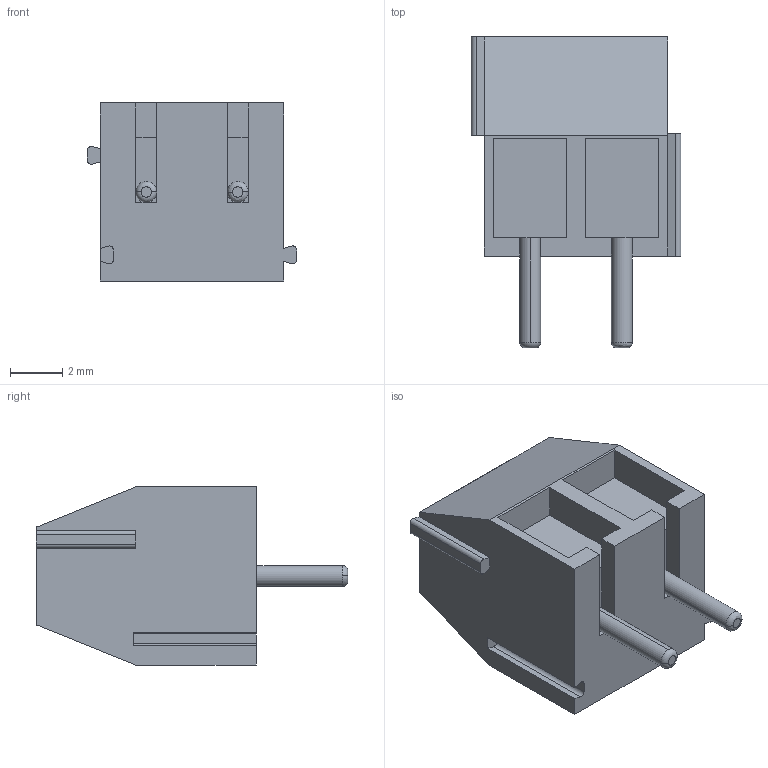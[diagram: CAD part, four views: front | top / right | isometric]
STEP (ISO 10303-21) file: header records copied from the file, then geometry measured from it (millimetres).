
FILE_DESCRIPTION((''),'2;1');
FILE_NAME('PRT0019','2020-05-20T',('Administrator'),(''),'CREO PARAMETRIC BY PTC INC, 2014350','CREO PARAMETRIC BY PTC INC, 2014350','');
FILE_SCHEMA(('CONFIG_CONTROL_DESIGN'));
Length unit declared in the file: millimetre
Products named in the file (1): PRT0019
Bounding box: 8 x 11.9 x 6.8 mm (x, y, z)
Volume: 318.7 mm3; surface area: 442.3 mm2
Topology: 1 solids, 1 shells, 405 faces, 1147 edges, 760 vertices
Faces by surface type: plane 363, cylinder 22, revolution 8, torus 6, cone 4, bspline 2
Entity records: 16615 total; most frequent: CARTESIAN_POINT 2600, ORIENTED_EDGE 2294, DIRECTION 1994, PRESENTATION_STYLE_ASSIGNMENT 1148, STYLED_ITEM 1148, CURVE_STYLE 1147, EDGE_CURVE 1147, VECTOR 992
